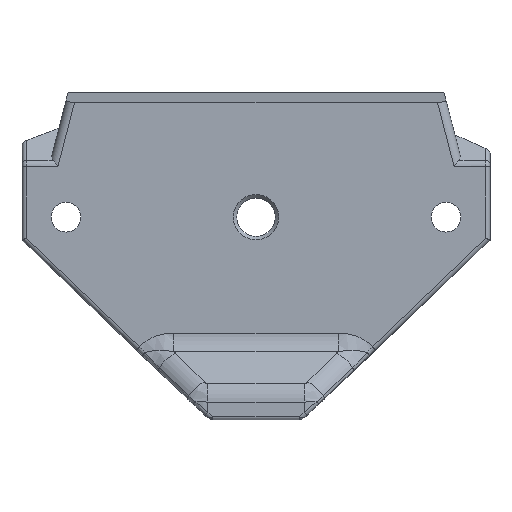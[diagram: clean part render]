
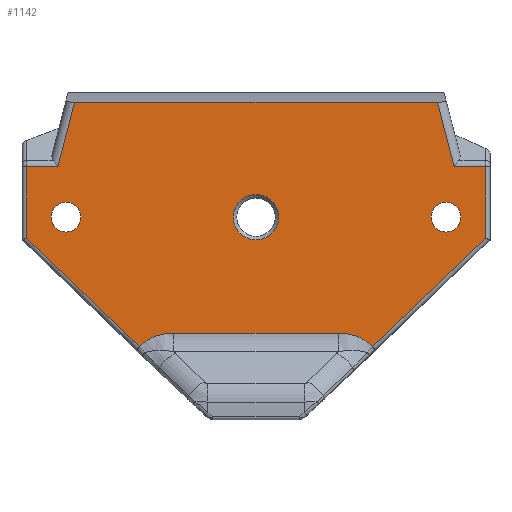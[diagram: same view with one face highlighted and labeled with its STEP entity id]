
A CAD part, top view. The second image highlights one B-rep face of the part: STEP entity #1142.
In plain terms, the highlighted planar face has unit normal (0, 0, 1).
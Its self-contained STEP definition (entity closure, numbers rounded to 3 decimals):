
#94=B_SPLINE_CURVE_WITH_KNOTS('',3,(#1737,#1738,#1739,#1740,#1741),
 .UNSPECIFIED.,.F.,.F.,(4,1,4),(0.042,0.044,0.047),
 .UNSPECIFIED.);
#95=B_SPLINE_CURVE_WITH_KNOTS('',3,(#1745,#1746,#1747,#1748,#1749),
 .UNSPECIFIED.,.F.,.F.,(4,1,4),(0.042,0.044,0.047),
 .UNSPECIFIED.);
#128=LINE('',#1718,#206);
#129=LINE('',#1721,#207);
#130=LINE('',#1723,#208);
#131=LINE('',#1725,#209);
#132=LINE('',#1727,#210);
#133=LINE('',#1729,#211);
#134=LINE('',#1731,#212);
#135=LINE('',#1733,#213);
#136=LINE('',#1735,#214);
#137=LINE('',#1743,#215);
#206=VECTOR('',#1379,1000.);
#207=VECTOR('',#1380,1000.);
#208=VECTOR('',#1381,1000.);
#209=VECTOR('',#1382,1000.);
#210=VECTOR('',#1383,1000.);
#211=VECTOR('',#1384,1000.);
#212=VECTOR('',#1385,1000.);
#213=VECTOR('',#1386,1000.);
#214=VECTOR('',#1387,1000.);
#215=VECTOR('',#1388,1000.);
#287=ORIENTED_EDGE('',*,*,#635,.T.);
#288=ORIENTED_EDGE('',*,*,#636,.T.);
#289=ORIENTED_EDGE('',*,*,#637,.T.);
#290=ORIENTED_EDGE('',*,*,#638,.T.);
#291=ORIENTED_EDGE('',*,*,#639,.F.);
#292=ORIENTED_EDGE('',*,*,#640,.F.);
#293=ORIENTED_EDGE('',*,*,#641,.T.);
#294=ORIENTED_EDGE('',*,*,#642,.T.);
#295=ORIENTED_EDGE('',*,*,#643,.T.);
#296=ORIENTED_EDGE('',*,*,#644,.F.);
#297=ORIENTED_EDGE('',*,*,#645,.F.);
#298=ORIENTED_EDGE('',*,*,#646,.F.);
#299=ORIENTED_EDGE('',*,*,#647,.F.);
#300=ORIENTED_EDGE('',*,*,#648,.T.);
#301=ORIENTED_EDGE('',*,*,#649,.F.);
#635=EDGE_CURVE('',#809,#809,#911,.T.);
#636=EDGE_CURVE('',#810,#810,#912,.T.);
#637=EDGE_CURVE('',#811,#812,#128,.F.);
#638=EDGE_CURVE('',#812,#813,#129,.T.);
#639=EDGE_CURVE('',#814,#813,#130,.F.);
#640=EDGE_CURVE('',#815,#814,#131,.F.);
#641=EDGE_CURVE('',#815,#816,#132,.T.);
#642=EDGE_CURVE('',#816,#817,#133,.F.);
#643=EDGE_CURVE('',#817,#818,#134,.F.);
#644=EDGE_CURVE('',#819,#818,#135,.T.);
#645=EDGE_CURVE('',#820,#819,#136,.F.);
#646=EDGE_CURVE('',#821,#820,#94,.T.);
#647=EDGE_CURVE('',#822,#821,#137,.F.);
#648=EDGE_CURVE('',#822,#811,#95,.T.);
#649=EDGE_CURVE('',#823,#823,#913,.T.);
#809=VERTEX_POINT('',#1715);
#810=VERTEX_POINT('',#1717);
#811=VERTEX_POINT('',#1719);
#812=VERTEX_POINT('',#1720);
#813=VERTEX_POINT('',#1722);
#814=VERTEX_POINT('',#1724);
#815=VERTEX_POINT('',#1726);
#816=VERTEX_POINT('',#1728);
#817=VERTEX_POINT('',#1730);
#818=VERTEX_POINT('',#1732);
#819=VERTEX_POINT('',#1734);
#820=VERTEX_POINT('',#1736);
#821=VERTEX_POINT('',#1742);
#822=VERTEX_POINT('',#1744);
#823=VERTEX_POINT('',#1751);
#911=CIRCLE('',#1232,2.6);
#912=CIRCLE('',#1233,1.7);
#913=CIRCLE('',#1234,1.7);
#954=EDGE_LOOP('',(#287));
#955=EDGE_LOOP('',(#288));
#956=EDGE_LOOP('',(#289,#290,#291,#292,#293,#294,#295,#296,#297,#298,#299,
#300));
#957=EDGE_LOOP('',(#301));
#1038=FACE_BOUND('',#954,.T.);
#1039=FACE_BOUND('',#955,.T.);
#1040=FACE_BOUND('',#956,.T.);
#1041=FACE_BOUND('',#957,.T.);
#1119=PLANE('',#1231);
#1142=ADVANCED_FACE('',(#1038,#1039,#1040,#1041),#1119,.F.);
#1231=AXIS2_PLACEMENT_3D('',#1713,#1373,#1374);
#1232=AXIS2_PLACEMENT_3D('',#1714,#1375,#1376);
#1233=AXIS2_PLACEMENT_3D('',#1716,#1377,#1378);
#1234=AXIS2_PLACEMENT_3D('',#1750,#1389,#1390);
#1373=DIRECTION('',(0.,0.,-1.));
#1374=DIRECTION('',(-1.,0.,0.));
#1375=DIRECTION('',(0.,0.,-1.));
#1376=DIRECTION('',(0.,-1.,0.));
#1377=DIRECTION('',(0.,0.,-1.));
#1378=DIRECTION('',(0.,-1.,0.));
#1379=DIRECTION('',(-0.722,-0.692,0.));
#1380=DIRECTION('',(0.,1.,0.));
#1381=DIRECTION('',(-1.,0.,0.));
#1382=DIRECTION('',(-0.25,0.968,0.));
#1383=DIRECTION('',(-1.,0.,0.));
#1384=DIRECTION('',(0.25,0.968,0.));
#1385=DIRECTION('',(1.,0.,0.));
#1386=DIRECTION('',(0.,1.,0.));
#1387=DIRECTION('',(0.722,-0.692,0.));
#1388=DIRECTION('',(1.,0.,0.));
#1389=DIRECTION('',(0.,0.,1.));
#1390=DIRECTION('',(0.,-1.,0.));
#1713=CARTESIAN_POINT('',(0.052,-10.821,5.2));
#1714=CARTESIAN_POINT('',(0.,0.,5.2));
#1715=CARTESIAN_POINT('',(0.,-2.6,5.2));
#1716=CARTESIAN_POINT('',(21.75,0.003,5.2));
#1717=CARTESIAN_POINT('',(21.75,-1.697,5.2));
#1718=CARTESIAN_POINT('',(26.447,-2.271,5.2));
#1719=CARTESIAN_POINT('',(13.335,-14.839,5.2));
#1720=CARTESIAN_POINT('',(26.293,-2.419,5.2));
#1721=CARTESIAN_POINT('',(26.293,5.774,5.2));
#1722=CARTESIAN_POINT('',(26.293,5.774,5.2));
#1723=CARTESIAN_POINT('',(26.633,5.774,5.2));
#1724=CARTESIAN_POINT('',(22.682,5.774,5.2));
#1725=CARTESIAN_POINT('',(22.593,6.118,5.2));
#1726=CARTESIAN_POINT('',(20.776,13.144,5.2));
#1727=CARTESIAN_POINT('',(134.803,13.144,5.2));
#1728=CARTESIAN_POINT('',(-20.776,13.144,5.2));
#1729=CARTESIAN_POINT('',(-22.593,6.118,5.2));
#1730=CARTESIAN_POINT('',(-22.682,5.774,5.2));
#1731=CARTESIAN_POINT('',(-26.633,5.774,5.2));
#1732=CARTESIAN_POINT('',(-26.293,5.774,5.2));
#1733=CARTESIAN_POINT('',(-26.293,5.774,5.2));
#1734=CARTESIAN_POINT('',(-26.293,-2.419,5.2));
#1735=CARTESIAN_POINT('',(-26.447,-2.271,5.2));
#1736=CARTESIAN_POINT('',(-13.335,-14.839,5.2));
#1737=CARTESIAN_POINT('',(-9.407,-13.286,5.2));
#1738=CARTESIAN_POINT('',(-10.13,-13.286,5.2));
#1739=CARTESIAN_POINT('',(-11.579,-13.521,5.2));
#1740=CARTESIAN_POINT('',(-12.85,-14.293,5.2));
#1741=CARTESIAN_POINT('',(-13.335,-14.839,5.2));
#1742=CARTESIAN_POINT('',(-9.407,-13.286,5.2));
#1743=CARTESIAN_POINT('',(0.052,-13.286,5.2));
#1744=CARTESIAN_POINT('',(9.407,-13.286,5.2));
#1745=CARTESIAN_POINT('',(9.407,-13.286,5.2));
#1746=CARTESIAN_POINT('',(10.13,-13.286,5.2));
#1747=CARTESIAN_POINT('',(11.579,-13.521,5.2));
#1748=CARTESIAN_POINT('',(12.85,-14.293,5.2));
#1749=CARTESIAN_POINT('',(13.335,-14.839,5.2));
#1750=CARTESIAN_POINT('',(-21.75,0.003,5.2));
#1751=CARTESIAN_POINT('',(-21.75,-1.697,5.2));
